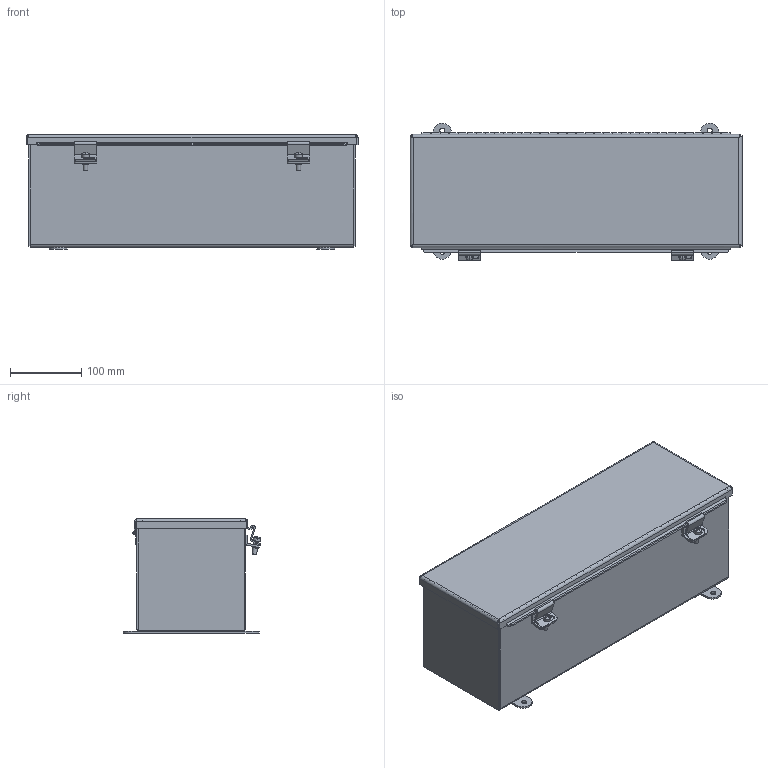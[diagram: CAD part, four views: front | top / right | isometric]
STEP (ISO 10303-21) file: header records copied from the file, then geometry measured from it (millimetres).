
FILE_DESCRIPTION(/* description */ ('NEMA 4X/IP 66 TROUGH, 304 SS, CH, 6x6x18'),/* implementation_level */ '2;1');
FILE_NAME(/* name */ 'T6618CHSS.stp',/* time_stamp */ '2018-05-07T06:05:43-05:00',/* author */ ('mraetz'),/* organization */ (''),/* preprocessor_version */ 'ST-DEVELOPER v17',/* originating_system */ 'Autodesk Inventor 2018',/* authorisation */ '');
FILE_SCHEMA (('AUTOMOTIVE_DESIGN { 1 0 10303 214 3 1 1 }'));
Length unit declared in the file: inch
Products named in the file (13): T6618CHSS; T6618CHSSBKPBKP; T66CHSSLRS; T6618CHSSLID; 32828; 32828_1; 32828_2; 32828_3; T6618CHSSFIP; C2001; C2002; 372134; T66CHSSMTG
Assembly tree (17 placements, depth 3):
  T6618CHSS
    T6618CHSSBKPBKP
    T66CHSSLRS  x2
    T6618CHSSLID
    32828
      32828_1
      32828_2
      32828_3
    T6618CHSSFIP
    C2001  x2
    C2002  x2
    372134  x2
    T66CHSSMTG  x2
Bounding box: 465.14 x 193 x 160.57 mm (x, y, z)
Volume: 783967.3 mm3; surface area: 819133.3 mm2
Topology: 16 solids, 16 shells, 490 faces, 1263 edges, 812 vertices
Faces by surface type: plane 305, cylinder 153, bspline 14, torus 12, sphere 4, cone 2
Full cylindrical faces by diameter (mm): 2.54 x1, 2.794 x8, 2.957 x34, 4.978 x2, 6.35 x2, 7.144 x4, 8.738 x2, 10.402 x2
Entity records: 13305 total; most frequent: CARTESIAN_POINT 2448, DIRECTION 2108, ORIENTED_EDGE 2044, EDGE_CURVE 1022, LINE 720, VECTOR 720, AXIS2_PLACEMENT_3D 694, VERTEX_POINT 654
